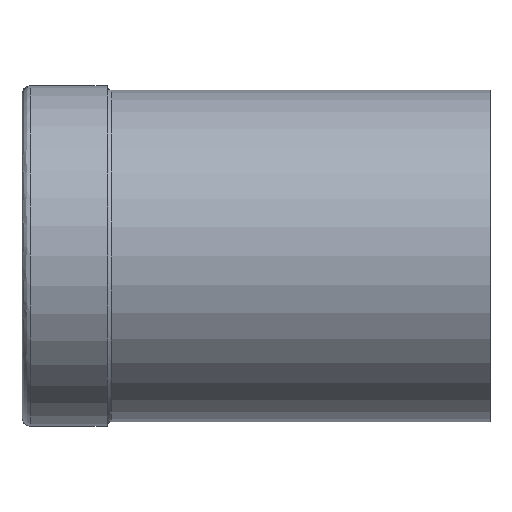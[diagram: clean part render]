
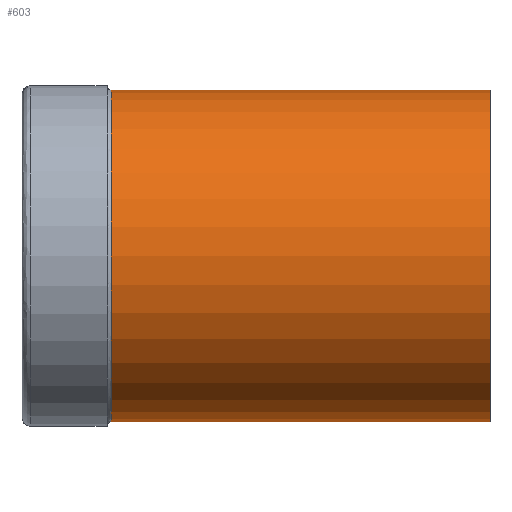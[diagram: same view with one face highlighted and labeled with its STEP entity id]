
A CAD part, left-side view. The second image highlights one B-rep face of the part: STEP entity #603.
In plain terms, the highlighted cylindrical face has radius 39 mm (diameter 78 mm), a partial arc.
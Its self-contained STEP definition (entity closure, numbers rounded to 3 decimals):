
#22 = DIRECTION ( 'NONE',  ( 0., 0., -1. ) ) ;
#56 = DIRECTION ( 'NONE',  ( 0., -1., 0. ) ) ;
#145 = VECTOR ( 'NONE', #400, 1000. ) ;
#146 = LINE ( 'NONE', #558, #145 ) ;
#148 = VERTEX_POINT ( 'NONE', #939 ) ;
#171 = DIRECTION ( 'NONE',  ( 0., -1., 0. ) ) ;
#193 = VERTEX_POINT ( 'NONE', #479 ) ;
#204 = CARTESIAN_POINT ( 'NONE',  ( 0., 110., -39. ) ) ;
#219 = AXIS2_PLACEMENT_3D ( 'NONE', #378, #533, #839 ) ;
#256 = CARTESIAN_POINT ( 'NONE',  ( 0., 89., 0. ) ) ;
#278 = VERTEX_POINT ( 'NONE', #324 ) ;
#292 = ORIENTED_EDGE ( 'NONE', *, *, #484, .F. ) ;
#324 = CARTESIAN_POINT ( 'NONE',  ( 0., 0., -39. ) ) ;
#336 = ORIENTED_EDGE ( 'NONE', *, *, #810, .T. ) ;
#361 = CARTESIAN_POINT ( 'NONE',  ( 0., 0., 39. ) ) ;
#378 = CARTESIAN_POINT ( 'NONE',  ( 0., 110., 0. ) ) ;
#400 = DIRECTION ( 'NONE',  ( 0., -1., 0. ) ) ;
#449 = EDGE_CURVE ( 'NONE', #148, #962, #146, .T. ) ;
#473 = AXIS2_PLACEMENT_3D ( 'NONE', #481, #171, #551 ) ;
#479 = CARTESIAN_POINT ( 'NONE',  ( 0., 89., -39. ) ) ;
#481 = CARTESIAN_POINT ( 'NONE',  ( 0., 0., 0. ) ) ;
#484 = EDGE_CURVE ( 'NONE', #962, #278, #688, .T. ) ;
#491 = CYLINDRICAL_SURFACE ( 'NONE', #219, 39. ) ;
#533 = DIRECTION ( 'NONE',  ( 0., -1., 0. ) ) ;
#551 = DIRECTION ( 'NONE',  ( 0., 0., -1. ) ) ;
#558 = CARTESIAN_POINT ( 'NONE',  ( 0., 110., 39. ) ) ;
#562 = CIRCLE ( 'NONE', #991, 39. ) ;
#603 = ADVANCED_FACE ( 'NONE', ( #755 ), #491, .T. ) ;
#688 = CIRCLE ( 'NONE', #473, 39. ) ;
#735 = ORIENTED_EDGE ( 'NONE', *, *, #449, .F. ) ;
#750 = LINE ( 'NONE', #204, #966 ) ;
#755 = FACE_OUTER_BOUND ( 'NONE', #916, .T. ) ;
#796 = DIRECTION ( 'NONE',  ( 0., -1., 0. ) ) ;
#797 = ORIENTED_EDGE ( 'NONE', *, *, #946, .T. ) ;
#810 = EDGE_CURVE ( 'NONE', #148, #193, #562, .T. ) ;
#839 = DIRECTION ( 'NONE',  ( 0., 0., -1. ) ) ;
#916 = EDGE_LOOP ( 'NONE', ( #735, #336, #797, #292 ) ) ;
#939 = CARTESIAN_POINT ( 'NONE',  ( 0., 89., 39. ) ) ;
#946 = EDGE_CURVE ( 'NONE', #193, #278, #750, .T. ) ;
#962 = VERTEX_POINT ( 'NONE', #361 ) ;
#966 = VECTOR ( 'NONE', #56, 1000. ) ;
#991 = AXIS2_PLACEMENT_3D ( 'NONE', #256, #796, #22 ) ;
